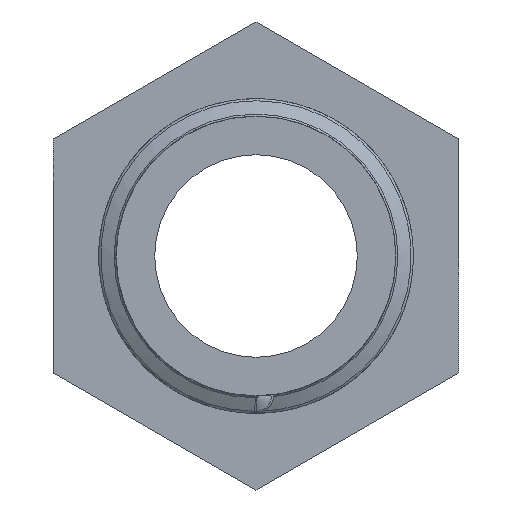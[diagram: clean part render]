
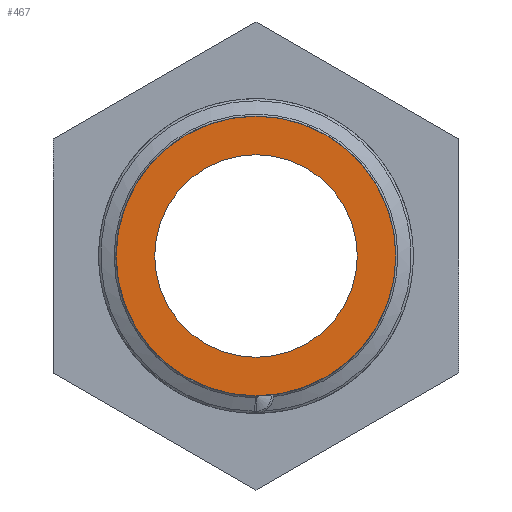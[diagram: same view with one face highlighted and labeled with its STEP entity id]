
A CAD part, left-side view. The second image highlights one B-rep face of the part: STEP entity #467.
In plain terms, the highlighted planar face has unit normal (-1, 0, 0).
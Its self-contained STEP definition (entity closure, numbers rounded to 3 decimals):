
#26 = VERTEX_POINT ( 'NONE', #3552 ) ;
#27 = VERTEX_POINT ( 'NONE', #3553 ) ;
#467 = ADVANCED_FACE ( 'NONE', ( #7265, #7254 ), #7266, .F. ) ;
#3205 = AXIS2_PLACEMENT_3D ( 'NONE', #7262, #7267, #7268 ) ;
#3250 = CIRCLE ( 'NONE', #3251, 9.316 ) ;
#3251 = AXIS2_PLACEMENT_3D ( 'NONE', #4316, #4317, #4318 ) ;
#3266 = CIRCLE ( 'NONE', #3268, 6.75 ) ;
#3268 = AXIS2_PLACEMENT_3D ( 'NONE', #5121, #5122, #5123 ) ;
#3270 = CIRCLE ( 'NONE', #3272, 6.75 ) ;
#3272 = AXIS2_PLACEMENT_3D ( 'NONE', #5130, #5131, #5132 ) ;
#3273 = CIRCLE ( 'NONE', #3275, 9.316 ) ;
#3275 = AXIS2_PLACEMENT_3D ( 'NONE', #5146, #5147, #5148 ) ;
#3430 = ORIENTED_EDGE ( 'NONE', *, *, #5629, .F. ) ;
#3431 = ORIENTED_EDGE ( 'NONE', *, *, #5626, .F. ) ;
#3432 = ORIENTED_EDGE ( 'NONE', *, *, #5583, .T. ) ;
#3433 = ORIENTED_EDGE ( 'NONE', *, *, #5631, .T. ) ;
#3552 = CARTESIAN_POINT ( 'NONE',  ( -37., 0., -6.75 ) ) ;
#3553 = CARTESIAN_POINT ( 'NONE',  ( -37., 0., 6.75 ) ) ;
#4316 = CARTESIAN_POINT ( 'NONE',  ( -37., 0., 0. ) ) ;
#4317 = DIRECTION ( 'NONE',  ( -1., 0., 0. ) ) ;
#4318 = DIRECTION ( 'NONE',  ( 0., 0., 1. ) ) ;
#5121 = CARTESIAN_POINT ( 'NONE',  ( -37., 0., 0. ) ) ;
#5122 = DIRECTION ( 'NONE',  ( -1., 0., 0. ) ) ;
#5123 = DIRECTION ( 'NONE',  ( 0., 0., 1. ) ) ;
#5130 = CARTESIAN_POINT ( 'NONE',  ( -37., 0., 0. ) ) ;
#5131 = DIRECTION ( 'NONE',  ( -1., 0., 0. ) ) ;
#5132 = DIRECTION ( 'NONE',  ( 0., 0., 1. ) ) ;
#5146 = CARTESIAN_POINT ( 'NONE',  ( -37., 0., 0. ) ) ;
#5147 = DIRECTION ( 'NONE',  ( -1., 0., 0. ) ) ;
#5148 = DIRECTION ( 'NONE',  ( 0., 0., 1. ) ) ;
#5583 = EDGE_CURVE ( 'NONE', #7977, #7988, #3250, .T. ) ;
#5626 = EDGE_CURVE ( 'NONE', #26, #27, #3266, .T. ) ;
#5629 = EDGE_CURVE ( 'NONE', #27, #26, #3270, .T. ) ;
#5631 = EDGE_CURVE ( 'NONE', #7988, #7977, #3273, .T. ) ;
#6857 = CARTESIAN_POINT ( 'NONE',  ( -37., 0., -9.316 ) ) ;
#6860 = CARTESIAN_POINT ( 'NONE',  ( -37., 0., 9.316 ) ) ;
#7254 = FACE_OUTER_BOUND ( 'NONE', #8050, .T. ) ;
#7262 = CARTESIAN_POINT ( 'NONE',  ( -37., 0., -6.75 ) ) ;
#7265 = FACE_BOUND ( 'NONE', #8049, .T. ) ;
#7266 = PLANE ( 'NONE',  #3205 ) ;
#7267 = DIRECTION ( 'NONE',  ( 1., 0., 0. ) ) ;
#7268 = DIRECTION ( 'NONE',  ( 0., 0., -1. ) ) ;
#7977 = VERTEX_POINT ( 'NONE', #6860 ) ;
#7988 = VERTEX_POINT ( 'NONE', #6857 ) ;
#8049 = EDGE_LOOP ( 'NONE', ( #3430, #3431 ) ) ;
#8050 = EDGE_LOOP ( 'NONE', ( #3432, #3433 ) ) ;
